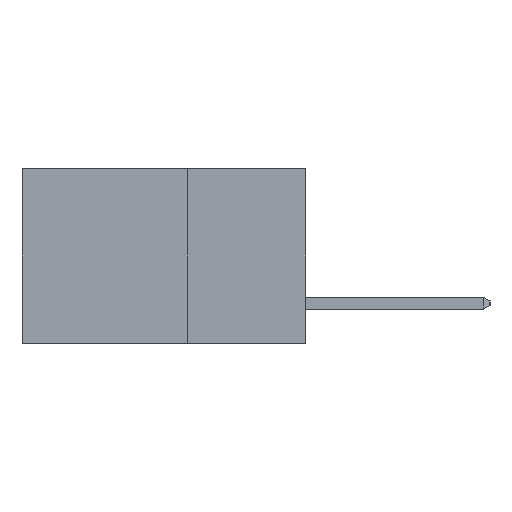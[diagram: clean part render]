
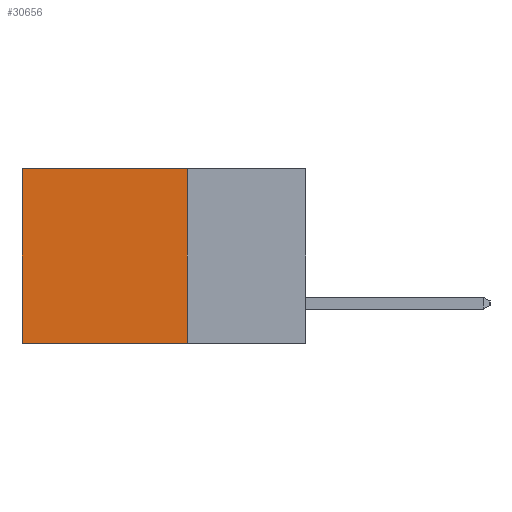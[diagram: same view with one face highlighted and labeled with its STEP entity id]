
A CAD part, left-side view. The second image highlights one B-rep face of the part: STEP entity #30656.
In plain terms, the highlighted planar face has unit normal (-1, 0, 0).
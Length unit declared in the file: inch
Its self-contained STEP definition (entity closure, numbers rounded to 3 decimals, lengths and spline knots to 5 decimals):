
#1197 = ORIENTED_EDGE ( 'NONE', *, *, #15572, .F. ) ;
#6295 = VECTOR ( 'NONE', #19415, 39.37008 ) ;
#6345 = CARTESIAN_POINT ( 'NONE',  ( 0.298, 0.25, 0. ) ) ;
#6505 = CARTESIAN_POINT ( 'NONE',  ( 0.298, 0.6, -0.37 ) ) ;
#7400 = EDGE_LOOP ( 'NONE', ( #10875, #1197, #19698, #12034 ) ) ;
#8041 = VERTEX_POINT ( 'NONE', #19787 ) ;
#9657 = LINE ( 'NONE', #19258, #15462 ) ;
#10875 = ORIENTED_EDGE ( 'NONE', *, *, #27567, .T. ) ;
#11329 = DIRECTION ( 'NONE',  ( 1., 0., 0. ) ) ;
#12034 = ORIENTED_EDGE ( 'NONE', *, *, #25173, .T. ) ;
#13776 = VERTEX_POINT ( 'NONE', #23385 ) ;
#14203 = DIRECTION ( 'NONE',  ( 0., 1., 0. ) ) ;
#14450 = LINE ( 'NONE', #31521, #6295 ) ;
#14837 = FACE_OUTER_BOUND ( 'NONE', #7400, .T. ) ;
#15462 = VECTOR ( 'NONE', #16875, 39.37008 ) ;
#15572 = EDGE_CURVE ( 'NONE', #13776, #22452, #14450, .T. ) ;
#16766 = DIRECTION ( 'NONE',  ( 0., 0., -1. ) ) ;
#16875 = DIRECTION ( 'NONE',  ( 0., 0., -1. ) ) ;
#17456 = CARTESIAN_POINT ( 'NONE',  ( 0.298, 0.6, 0. ) ) ;
#18687 = PLANE ( 'NONE',  #19127 ) ;
#19127 = AXIS2_PLACEMENT_3D ( 'NONE', #6345, #11329, #28539 ) ;
#19258 = CARTESIAN_POINT ( 'NONE',  ( 0.298, 0.6, 0. ) ) ;
#19415 = DIRECTION ( 'NONE',  ( 0., 1., 0. ) ) ;
#19698 = ORIENTED_EDGE ( 'NONE', *, *, #27523, .F. ) ;
#19787 = CARTESIAN_POINT ( 'NONE',  ( 0.298, 0.25, 0. ) ) ;
#22452 = VERTEX_POINT ( 'NONE', #6505 ) ;
#22770 = VECTOR ( 'NONE', #16766, 39.37008 ) ;
#23385 = CARTESIAN_POINT ( 'NONE',  ( 0.298, 0.25, -0.37 ) ) ;
#24825 = LINE ( 'NONE', #26415, #29747 ) ;
#25173 = EDGE_CURVE ( 'NONE', #8041, #29047, #24825, .T. ) ;
#26415 = CARTESIAN_POINT ( 'NONE',  ( 0.298, 0.25, 0. ) ) ;
#27523 = EDGE_CURVE ( 'NONE', #8041, #13776, #29996, .T. ) ;
#27567 = EDGE_CURVE ( 'NONE', #29047, #22452, #9657, .T. ) ;
#28539 = DIRECTION ( 'NONE',  ( 0., 0., -1. ) ) ;
#28983 = CARTESIAN_POINT ( 'NONE',  ( 0.298, 0.25, 0. ) ) ;
#29047 = VERTEX_POINT ( 'NONE', #17456 ) ;
#29747 = VECTOR ( 'NONE', #14203, 39.37008 ) ;
#29996 = LINE ( 'NONE', #28983, #22770 ) ;
#30656 = ADVANCED_FACE ( 'NONE', ( #14837 ), #18687, .F. ) ;
#31521 = CARTESIAN_POINT ( 'NONE',  ( 0.298, 0.25, -0.37 ) ) ;
